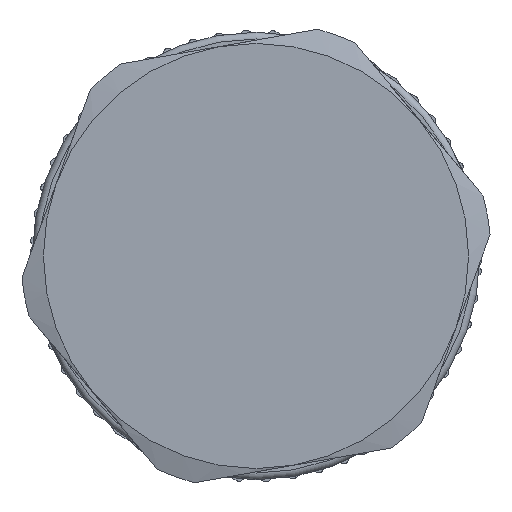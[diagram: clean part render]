
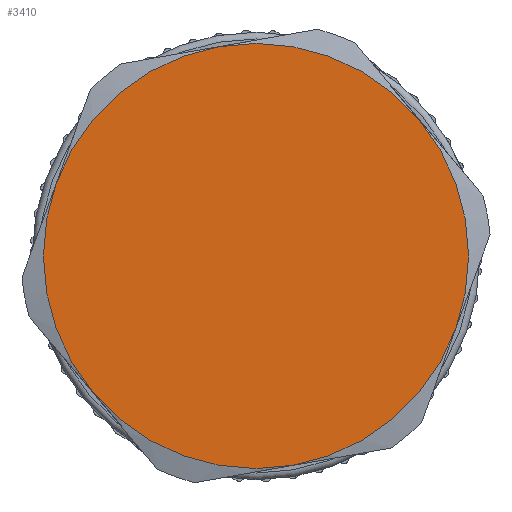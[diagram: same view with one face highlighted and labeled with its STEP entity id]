
A CAD part, left-side view. The second image highlights one B-rep face of the part: STEP entity #3410.
In plain terms, the highlighted planar face has unit normal (-1, 0, 0).
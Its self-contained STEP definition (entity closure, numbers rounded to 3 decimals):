
#64=FACE_OUTER_BOUND('',#4578,.T.);
#3410=ADVANCED_FACE('',(#64),#4105,.T.);
#4105=PLANE('',#12764);
#4578=EDGE_LOOP('',(#5342,#5343,#5344,#5345,#5346,#5347));
#5342=ORIENTED_EDGE('',*,*,#10368,.T.);
#5343=ORIENTED_EDGE('',*,*,#10369,.T.);
#5344=ORIENTED_EDGE('',*,*,#10370,.T.);
#5345=ORIENTED_EDGE('',*,*,#10371,.T.);
#5346=ORIENTED_EDGE('',*,*,#10372,.T.);
#5347=ORIENTED_EDGE('',*,*,#10373,.T.);
#9115=VERTEX_POINT('',#17375);
#9116=VERTEX_POINT('',#17376);
#9117=VERTEX_POINT('',#17378);
#9118=VERTEX_POINT('',#17380);
#9119=VERTEX_POINT('',#17382);
#9120=VERTEX_POINT('',#17384);
#10368=EDGE_CURVE('',#9115,#9116,#12257,.T.);
#10369=EDGE_CURVE('',#9116,#9117,#12258,.T.);
#10370=EDGE_CURVE('',#9117,#9118,#12259,.T.);
#10371=EDGE_CURVE('',#9118,#9119,#12260,.T.);
#10372=EDGE_CURVE('',#9119,#9120,#12261,.T.);
#10373=EDGE_CURVE('',#9120,#9115,#12262,.T.);
#12257=CIRCLE('',#12758,9.5);
#12258=CIRCLE('',#12759,9.5);
#12259=CIRCLE('',#12760,9.5);
#12260=CIRCLE('',#12761,9.5);
#12261=CIRCLE('',#12762,9.5);
#12262=CIRCLE('',#12763,9.5);
#12758=AXIS2_PLACEMENT_3D('',#17374,#13978,#13979);
#12759=AXIS2_PLACEMENT_3D('',#17377,#13980,#13981);
#12760=AXIS2_PLACEMENT_3D('',#17379,#13982,#13983);
#12761=AXIS2_PLACEMENT_3D('',#17381,#13984,#13985);
#12762=AXIS2_PLACEMENT_3D('',#17383,#13986,#13987);
#12763=AXIS2_PLACEMENT_3D('',#17385,#13988,#13989);
#12764=AXIS2_PLACEMENT_3D('',#17386,#13990,#13991);
#13978=DIRECTION('',(-1.,0.,0.));
#13979=DIRECTION('',(0.,-0.342,0.94));
#13980=DIRECTION('',(-1.,0.,0.));
#13981=DIRECTION('',(0.,-0.342,0.94));
#13982=DIRECTION('',(-1.,0.,0.));
#13983=DIRECTION('',(0.,-0.342,0.94));
#13984=DIRECTION('',(-1.,0.,0.));
#13985=DIRECTION('',(0.,-0.342,0.94));
#13986=DIRECTION('',(-1.,0.,0.));
#13987=DIRECTION('',(0.,-0.342,0.94));
#13988=DIRECTION('',(-1.,0.,0.));
#13989=DIRECTION('',(0.,-0.342,0.94));
#13990=DIRECTION('',(-1.,0.,0.));
#13991=DIRECTION('',(0.,-0.342,0.94));
#17374=CARTESIAN_POINT('',(-38.,0.,0.));
#17375=CARTESIAN_POINT('',(-38.,-1.65,-9.356));
#17376=CARTESIAN_POINT('',(-38.,-8.927,-3.249));
#17377=CARTESIAN_POINT('',(-38.,0.,0.));
#17378=CARTESIAN_POINT('',(-38.,-7.277,6.106));
#17379=CARTESIAN_POINT('',(-38.,0.,0.));
#17380=CARTESIAN_POINT('',(-38.,1.65,9.356));
#17381=CARTESIAN_POINT('',(-38.,0.,0.));
#17382=CARTESIAN_POINT('',(-38.,8.927,3.249));
#17383=CARTESIAN_POINT('',(-38.,0.,0.));
#17384=CARTESIAN_POINT('',(-38.,7.277,-6.106));
#17385=CARTESIAN_POINT('',(-38.,0.,0.));
#17386=CARTESIAN_POINT('',(-38.,0.,0.));
